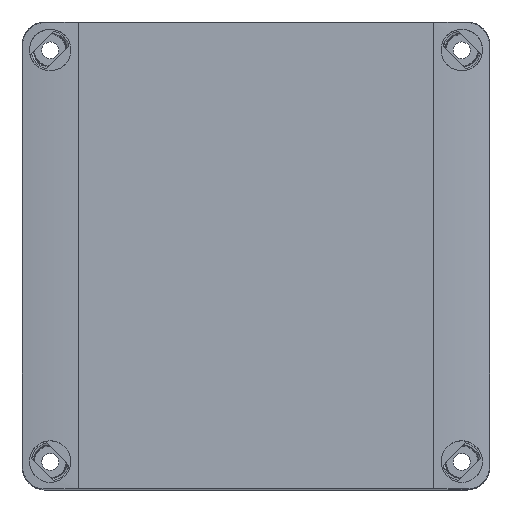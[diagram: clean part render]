
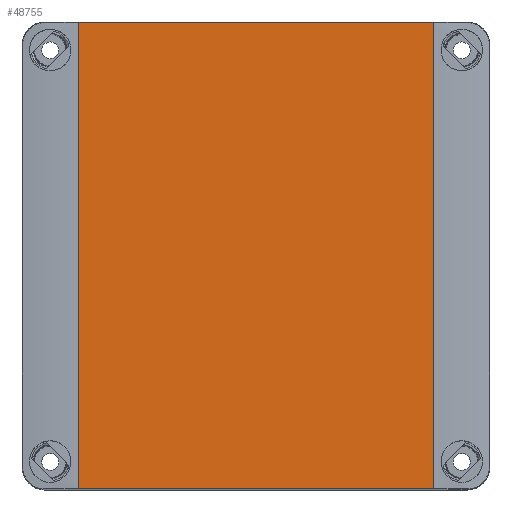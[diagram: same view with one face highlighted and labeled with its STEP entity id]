
A CAD part, top view. The second image highlights one B-rep face of the part: STEP entity #48755.
In plain terms, the highlighted face is planar.
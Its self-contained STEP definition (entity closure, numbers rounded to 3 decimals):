
#40545=DIRECTION('',(-1.,0.,0.));
#40546=VECTOR('',#40545,95.);
#40547=CARTESIAN_POINT('',(47.5,10.,-62.325));
#40548=LINE('',#40547,#40546);
#44136=DIRECTION('',(-1.,0.,0.));
#44137=VECTOR('',#44136,95.);
#44138=CARTESIAN_POINT('',(47.5,10.,62.325));
#44139=LINE('',#44138,#44137);
#44207=DIRECTION('',(0.,0.,1.));
#44208=VECTOR('',#44207,124.651);
#44209=CARTESIAN_POINT('',(-47.5,10.,-62.325));
#44210=LINE('',#44209,#44208);
#44316=DIRECTION('',(0.,0.,1.));
#44317=VECTOR('',#44316,124.651);
#44318=CARTESIAN_POINT('',(47.5,10.,-62.325));
#44319=LINE('',#44318,#44317);
#45502=CARTESIAN_POINT('',(47.5,10.,-62.325));
#45503=CARTESIAN_POINT('',(47.5,10.,62.325));
#45504=VERTEX_POINT('',#45502);
#45505=VERTEX_POINT('',#45503);
#45506=CARTESIAN_POINT('',(-47.5,10.,-62.325));
#45507=CARTESIAN_POINT('',(-47.5,10.,62.325));
#45508=VERTEX_POINT('',#45506);
#45509=VERTEX_POINT('',#45507);
#48744=CARTESIAN_POINT('',(47.5,10.,-62.5));
#48745=DIRECTION('',(0.,1.,0.));
#48746=DIRECTION('',(-1.,0.,0.));
#48747=AXIS2_PLACEMENT_3D('',#48744,#48745,#48746);
#48748=PLANE('',#48747);
#48749=ORIENTED_EDGE('',*,*,#45855,.F.);
#48750=ORIENTED_EDGE('',*,*,#48584,.T.);
#48751=ORIENTED_EDGE('',*,*,#48631,.T.);
#48752=ORIENTED_EDGE('',*,*,#48712,.F.);
#48753=EDGE_LOOP('',(#48749,#48750,#48751,#48752));
#48754=FACE_OUTER_BOUND('',#48753,.F.);
#48755=ADVANCED_FACE('',(#48754),#48748,.T.);
#45855=EDGE_CURVE('',#45504,#45508,#40548,.T.);
#48584=EDGE_CURVE('',#45504,#45505,#44319,.T.);
#48631=EDGE_CURVE('',#45505,#45509,#44139,.T.);
#48712=EDGE_CURVE('',#45508,#45509,#44210,.T.);
